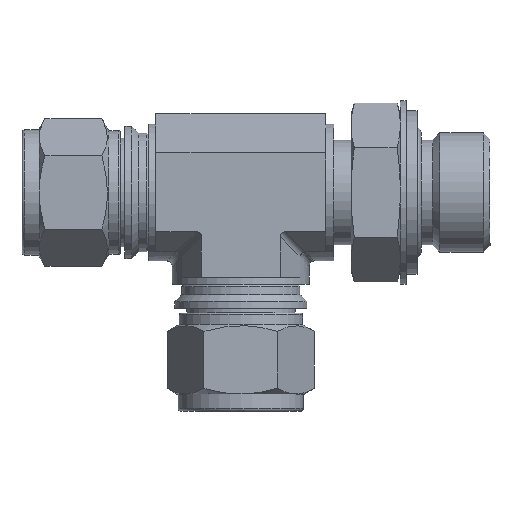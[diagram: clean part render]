
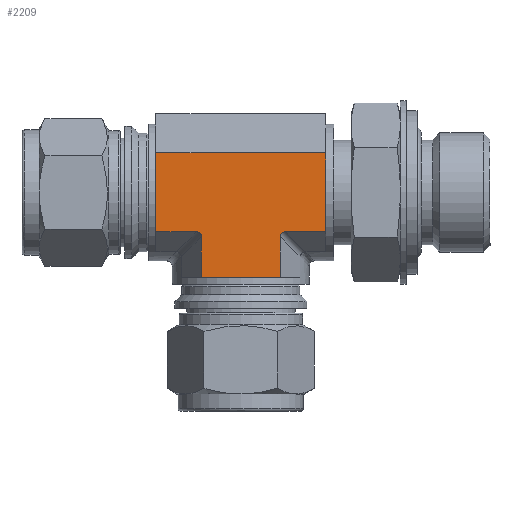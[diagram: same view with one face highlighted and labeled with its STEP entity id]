
A CAD part, top view. The second image highlights one B-rep face of the part: STEP entity #2209.
In plain terms, the highlighted planar face has unit normal (0, 0, 1).
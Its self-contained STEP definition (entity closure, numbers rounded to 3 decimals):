
#17=ELLIPSE('',#2423,1.291,1.);
#27=ELLIPSE('',#2448,1.291,1.);
#336=FACE_OUTER_BOUND('',#489,.T.);
#489=EDGE_LOOP('',(#1787,#1788,#1789,#1790,#1791,#1792,#1793,#1794,#1795,
#1796,#1797,#1798,#1799));
#620=LINE('',#3739,#758);
#627=LINE('',#3793,#765);
#631=LINE('',#3801,#769);
#632=LINE('',#3803,#770);
#634=LINE('',#3808,#772);
#635=LINE('',#3810,#773);
#636=LINE('',#3812,#774);
#637=LINE('',#3814,#775);
#638=LINE('',#3816,#776);
#639=LINE('',#3818,#777);
#640=LINE('',#3819,#778);
#758=VECTOR('',#2942,10.);
#765=VECTOR('',#2967,10.);
#769=VECTOR('',#2977,10.);
#770=VECTOR('',#2980,10.);
#772=VECTOR('',#2986,10.);
#773=VECTOR('',#2987,10.);
#774=VECTOR('',#2988,10.);
#775=VECTOR('',#2989,10.);
#776=VECTOR('',#2990,10.);
#777=VECTOR('',#2991,10.);
#778=VECTOR('',#2992,10.);
#978=VERTEX_POINT('',#3659);
#979=VERTEX_POINT('',#3660);
#995=VERTEX_POINT('',#3730);
#998=VERTEX_POINT('',#3738);
#1004=VERTEX_POINT('',#3785);
#1005=VERTEX_POINT('',#3787);
#1006=VERTEX_POINT('',#3791);
#1008=VERTEX_POINT('',#3807);
#1009=VERTEX_POINT('',#3809);
#1010=VERTEX_POINT('',#3811);
#1011=VERTEX_POINT('',#3813);
#1012=VERTEX_POINT('',#3815);
#1013=VERTEX_POINT('',#3817);
#1240=EDGE_CURVE('',#978,#979,#17,.T.);
#1265=EDGE_CURVE('',#998,#979,#620,.T.);
#1275=EDGE_CURVE('',#1004,#1005,#27,.T.);
#1278=EDGE_CURVE('',#1006,#1004,#627,.T.);
#1282=EDGE_CURVE('',#1006,#995,#631,.T.);
#1283=EDGE_CURVE('',#995,#998,#632,.T.);
#1285=EDGE_CURVE('',#978,#1008,#634,.T.);
#1286=EDGE_CURVE('',#1009,#1008,#635,.T.);
#1287=EDGE_CURVE('',#1010,#1009,#636,.T.);
#1288=EDGE_CURVE('',#1011,#1010,#637,.T.);
#1289=EDGE_CURVE('',#1011,#1012,#638,.T.);
#1290=EDGE_CURVE('',#1012,#1013,#639,.T.);
#1291=EDGE_CURVE('',#1013,#1005,#640,.T.);
#1787=ORIENTED_EDGE('',*,*,#1285,.T.);
#1788=ORIENTED_EDGE('',*,*,#1286,.F.);
#1789=ORIENTED_EDGE('',*,*,#1287,.F.);
#1790=ORIENTED_EDGE('',*,*,#1288,.F.);
#1791=ORIENTED_EDGE('',*,*,#1289,.T.);
#1792=ORIENTED_EDGE('',*,*,#1290,.T.);
#1793=ORIENTED_EDGE('',*,*,#1291,.T.);
#1794=ORIENTED_EDGE('',*,*,#1275,.F.);
#1795=ORIENTED_EDGE('',*,*,#1278,.F.);
#1796=ORIENTED_EDGE('',*,*,#1282,.T.);
#1797=ORIENTED_EDGE('',*,*,#1283,.T.);
#1798=ORIENTED_EDGE('',*,*,#1265,.T.);
#1799=ORIENTED_EDGE('',*,*,#1240,.F.);
#2090=PLANE('',#2455);
#2209=ADVANCED_FACE('',(#336),#2090,.T.);
#2423=AXIS2_PLACEMENT_3D('',#3661,#2895,#2896);
#2448=AXIS2_PLACEMENT_3D('',#3788,#2961,#2962);
#2455=AXIS2_PLACEMENT_3D('',#3806,#2984,#2985);
#2895=DIRECTION('center_axis',(0.,0.,
1.));
#2896=DIRECTION('ref_axis',(-0.707,0.707,0.));
#2942=DIRECTION('',(0.,1.,0.));
#2961=DIRECTION('center_axis',(0.,0.,
1.));
#2962=DIRECTION('ref_axis',(0.707,0.707,0.));
#2967=DIRECTION('',(0.,1.,0.));
#2977=DIRECTION('',(1.,0.,0.));
#2980=DIRECTION('',(1.,0.,0.));
#2984=DIRECTION('center_axis',(0.,0.,
1.));
#2985=DIRECTION('ref_axis',(0.,-1.,0.));
#2986=DIRECTION('',(1.,0.,0.));
#2987=DIRECTION('',(0.,-1.,0.));
#2988=DIRECTION('',(0.,-1.,0.));
#2989=DIRECTION('',(1.,0.,0.));
#2990=DIRECTION('',(0.,-1.,0.));
#2991=DIRECTION('',(0.,-1.,0.));
#2992=DIRECTION('',(1.,0.,0.));
#3659=CARTESIAN_POINT('',(7.736,-6.87,11.9));
#3660=CARTESIAN_POINT('',(6.87,-7.736,11.9));
#3661=CARTESIAN_POINT('Origin',(8.025,-8.025,11.9));
#3730=CARTESIAN_POINT('',(0.,-14.8,11.9));
#3738=CARTESIAN_POINT('',(6.87,-14.8,11.9));
#3739=CARTESIAN_POINT('',(6.87,-14.8,11.9));
#3785=CARTESIAN_POINT('',(-6.87,-7.736,11.9));
#3787=CARTESIAN_POINT('',(-7.736,-6.87,11.9));
#3788=CARTESIAN_POINT('Origin',(-8.025,-8.025,11.9));
#3791=CARTESIAN_POINT('',(-6.87,-14.8,11.9));
#3793=CARTESIAN_POINT('',(-6.87,-14.8,11.9));
#3801=CARTESIAN_POINT('',(-6.87,-14.8,11.9));
#3803=CARTESIAN_POINT('',(-6.87,-14.8,11.9));
#3806=CARTESIAN_POINT('Origin',(-14.8,6.87,11.9));
#3807=CARTESIAN_POINT('',(14.8,-6.87,11.9));
#3808=CARTESIAN_POINT('',(-14.8,-6.87,11.9));
#3809=CARTESIAN_POINT('',(14.8,0.,11.9));
#3810=CARTESIAN_POINT('',(14.8,3.895,11.9));
#3811=CARTESIAN_POINT('',(14.8,6.87,11.9));
#3812=CARTESIAN_POINT('',(14.8,3.895,11.9));
#3813=CARTESIAN_POINT('',(-14.8,6.87,11.9));
#3814=CARTESIAN_POINT('',(-14.8,6.87,11.9));
#3815=CARTESIAN_POINT('',(-14.8,0.,11.9));
#3816=CARTESIAN_POINT('',(-14.8,6.87,11.9));
#3817=CARTESIAN_POINT('',(-14.8,-6.87,11.9));
#3818=CARTESIAN_POINT('',(-14.8,6.87,11.9));
#3819=CARTESIAN_POINT('',(-14.8,-6.87,11.9));
